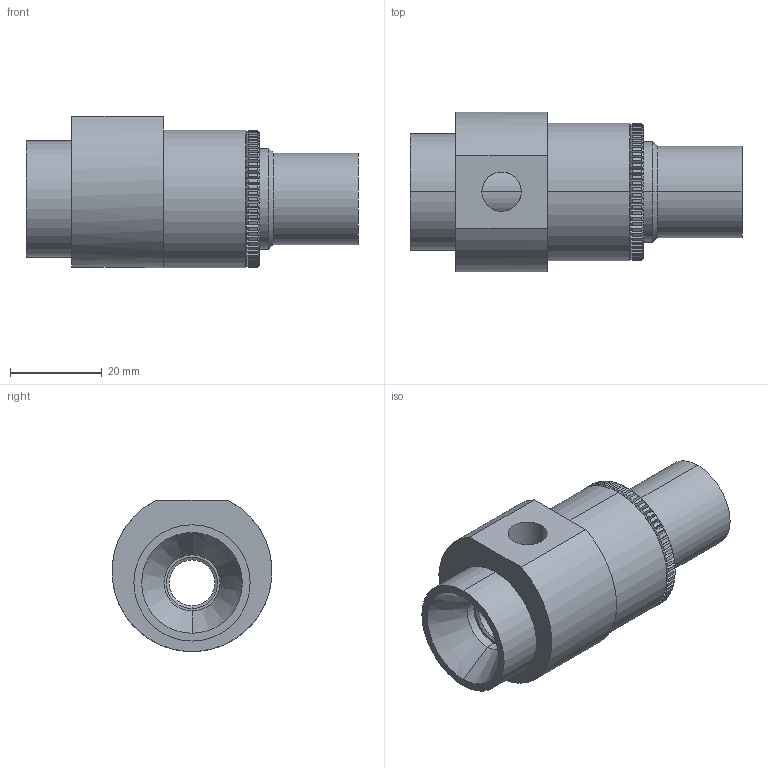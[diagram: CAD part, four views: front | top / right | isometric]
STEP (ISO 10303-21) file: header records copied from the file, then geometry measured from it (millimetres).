
FILE_DESCRIPTION (( 'STEP AP203' ), '1' );
FILE_NAME ('AM10A-SS10A-3D.STEP', '2011-09-01T08:56:43', ( ' ' ), ( '' ), 'SwSTEP 2.0', 'SolidWorks 2011', '' );
FILE_SCHEMA (( 'CONFIG_CONTROL_DESIGN' ));
Length unit declared in the file: millimetre
Products named in the file (7): ~PART1; 610-02; AM10A-SS10A-3D; 610-03; ~~PART1; 610-01; PART1
Assembly tree (6 placements, depth 3):
  AM10A-SS10A-3D
    610-03
      ~~PART1
    610-01
      PART1
    610-02
      ~PART1
Bounding box: 72.5 x 34.85 x 33 mm (x, y, z)
Volume: 33148 mm3; surface area: 17268.3 mm2
Topology: 3 solids, 3 shells, 416 faces, 1186 edges, 784 vertices
Faces by surface type: plane 157, cone 152, cylinder 103, torus 4
Entity records: 14711 total; most frequent: CARTESIAN_POINT 3315, ORIENTED_EDGE 2372, DIRECTION 2121, EDGE_CURVE 1186, AXIS2_PLACEMENT_3D 791, VERTEX_POINT 784, LINE 539, VECTOR 539
